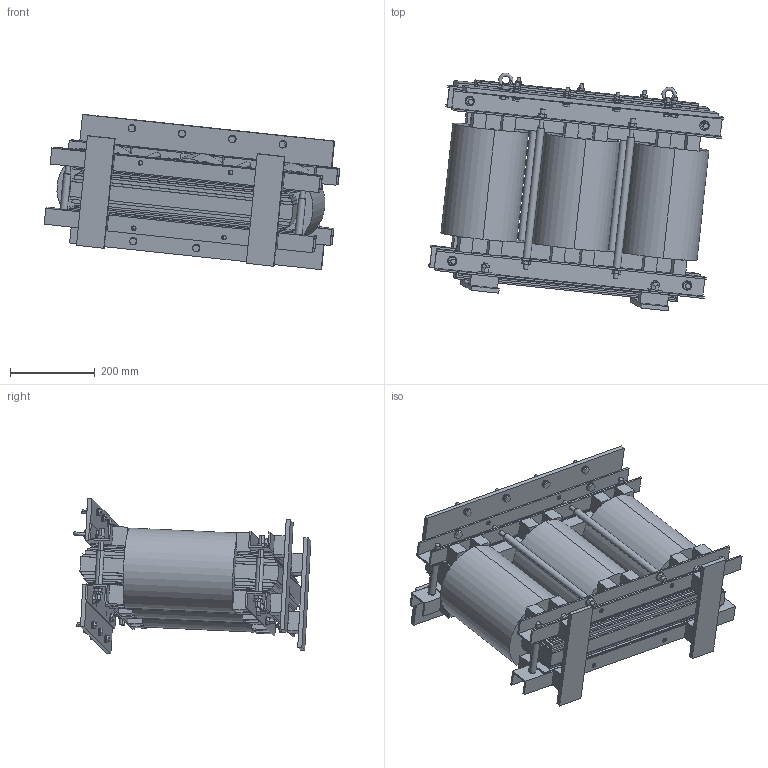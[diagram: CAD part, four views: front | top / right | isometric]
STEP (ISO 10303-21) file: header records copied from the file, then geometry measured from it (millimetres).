
FILE_DESCRIPTION((''),'2;1');
FILE_NAME('ASM0001_ASM','2024-10-18T',('Administrator'),(''),'PRO/ENGINEER BY PARAMETRIC TECHNOLOGY CORPORATION, 2008380','PRO/ENGINEER BY PARAMETRIC TECHNOLOGY CORPORATION, 2008380','');
FILE_SCHEMA(('CONFIG_CONTROL_DESIGN'));
Length unit declared in the file: millimetre
Products named in the file (25): PRT0003; PRT0004; PRT0006; PRT0005; PRT0007; PRT0008; PRT0001; PRT0002; PRT0009; PRT0010; PRT0011; PRT0012; PRT0013; PRT0014; ANZHUANGSHUANGLUOMU; PRT0015; PRT0020_2; PRT0016_2; PRT0018_1; PRT0022_1; PRT0023_1; PRT0016; PRT0017; PRT0018; ASM0001_ASM
Assembly tree (114 placements, depth 2):
  ASM0001_ASM
    PRT0003
    PRT0004  x3
    PRT0006  x24
    PRT0005  x4
    PRT0007  x8
    PRT0008  x4
    PRT0001
    PRT0002
    PRT0009  x4
    PRT0010  x2
    PRT0011  x4
    PRT0012  x4
    PRT0013  x4
    PRT0014  x13
    ANZHUANGSHUANGLUOMU  x4
    PRT0015  x3
    PRT0020_2  x2
    PRT0016_2
    PRT0018_1
    PRT0022_1  x7
    PRT0023_1  x7
    PRT0016  x4
    PRT0017  x4
    PRT0018  x4
Bounding box: 697.59 x 561.01 x 366.4 mm (x, y, z)
Volume: 34653874.1 mm3; surface area: 3428744.9 mm2
Topology: 114 solids, 114 shells, 1538 faces, 3562 edges, 2336 vertices
Faces by surface type: plane 1138, cylinder 384, bspline 8, torus 8
Entity records: 15631 total; most frequent: CARTESIAN_POINT 2975, DIRECTION 2592, ORIENTED_EDGE 2340, EDGE_CURVE 1170, VECTOR 902, LINE 902, AXIS2_PLACEMENT_3D 845, VERTEX_POINT 772
